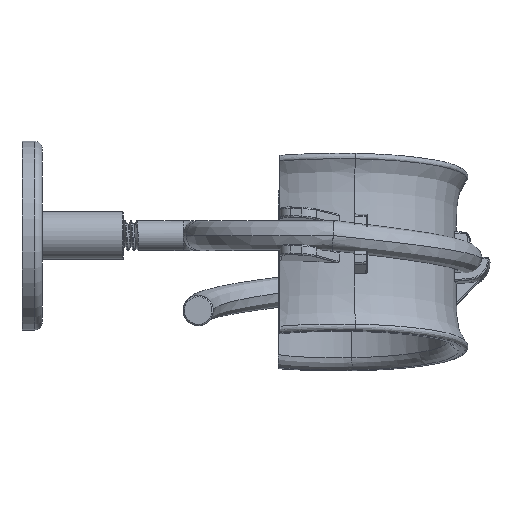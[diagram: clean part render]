
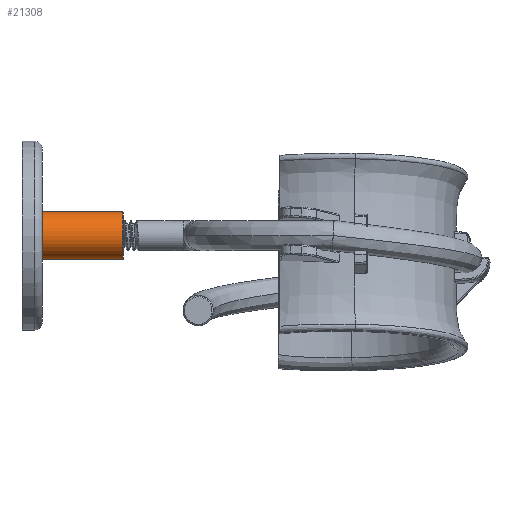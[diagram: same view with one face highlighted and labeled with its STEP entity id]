
A CAD part, left-side view. The second image highlights one B-rep face of the part: STEP entity #21308.
In plain terms, the highlighted cylindrical face has radius 5 mm (diameter 10 mm), a partial arc.
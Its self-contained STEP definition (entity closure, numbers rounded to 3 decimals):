
#158 = AXIS2_PLACEMENT_3D ( 'NONE', #22526, #11906, #2678 ) ;
#340 = AXIS2_PLACEMENT_3D ( 'NONE', #21263, #25964, #14431 ) ;
#1676 = EDGE_LOOP ( 'NONE', ( #10794, #18275, #28035, #11381 ) ) ;
#1780 = CIRCLE ( 'NONE', #340, 5. ) ;
#2678 = DIRECTION ( 'NONE',  ( 0., 0., 1. ) ) ;
#3319 = EDGE_CURVE ( 'NONE', #16024, #15199, #16378, .T. ) ;
#5506 = VECTOR ( 'NONE', #18265, 1000. ) ;
#6916 = CARTESIAN_POINT ( 'NONE',  ( 0., -17.1, -5. ) ) ;
#7579 = DIRECTION ( 'NONE',  ( 0., 1., 0. ) ) ;
#8314 = CARTESIAN_POINT ( 'NONE',  ( 0., 0., 5. ) ) ;
#9023 = LINE ( 'NONE', #6916, #5506 ) ;
#9242 = DIRECTION ( 'NONE',  ( 0., 0., -1. ) ) ;
#10137 = LINE ( 'NONE', #28341, #18245 ) ;
#10619 = VERTEX_POINT ( 'NONE', #18367 ) ;
#10794 = ORIENTED_EDGE ( 'NONE', *, *, #29570, .F. ) ;
#10854 = CYLINDRICAL_SURFACE ( 'NONE', #158, 5. ) ;
#11381 = ORIENTED_EDGE ( 'NONE', *, *, #16066, .T. ) ;
#11571 = CARTESIAN_POINT ( 'NONE',  ( 0., -17., -5. ) ) ;
#11906 = DIRECTION ( 'NONE',  ( 0., 1., 0. ) ) ;
#13127 = FACE_OUTER_BOUND ( 'NONE', #1676, .T. ) ;
#14431 = DIRECTION ( 'NONE',  ( 0., 0., 1. ) ) ;
#15199 = VERTEX_POINT ( 'NONE', #22778 ) ;
#16024 = VERTEX_POINT ( 'NONE', #11571 ) ;
#16066 = EDGE_CURVE ( 'NONE', #16510, #10619, #1780, .T. ) ;
#16378 = CIRCLE ( 'NONE', #19778, 5. ) ;
#16510 = VERTEX_POINT ( 'NONE', #8314 ) ;
#16793 = CARTESIAN_POINT ( 'NONE',  ( 0., -17., 0. ) ) ;
#17234 = EDGE_CURVE ( 'NONE', #15199, #16510, #10137, .T. ) ;
#18245 = VECTOR ( 'NONE', #7579, 1000. ) ;
#18265 = DIRECTION ( 'NONE',  ( 0., 1., 0. ) ) ;
#18275 = ORIENTED_EDGE ( 'NONE', *, *, #3319, .T. ) ;
#18367 = CARTESIAN_POINT ( 'NONE',  ( 0., 0., -5. ) ) ;
#19778 = AXIS2_PLACEMENT_3D ( 'NONE', #16793, #26061, #9242 ) ;
#21263 = CARTESIAN_POINT ( 'NONE',  ( 0., 0., 0. ) ) ;
#21308 = ADVANCED_FACE ( 'NONE', ( #13127 ), #10854, .T. ) ;
#22526 = CARTESIAN_POINT ( 'NONE',  ( 0., -17.1, 0. ) ) ;
#22778 = CARTESIAN_POINT ( 'NONE',  ( 0., -17., 5. ) ) ;
#25964 = DIRECTION ( 'NONE',  ( 0., -1., 0. ) ) ;
#26061 = DIRECTION ( 'NONE',  ( 0., 1., 0. ) ) ;
#28035 = ORIENTED_EDGE ( 'NONE', *, *, #17234, .T. ) ;
#28341 = CARTESIAN_POINT ( 'NONE',  ( 0., -17.1, 5. ) ) ;
#29570 = EDGE_CURVE ( 'NONE', #16024, #10619, #9023, .T. ) ;
